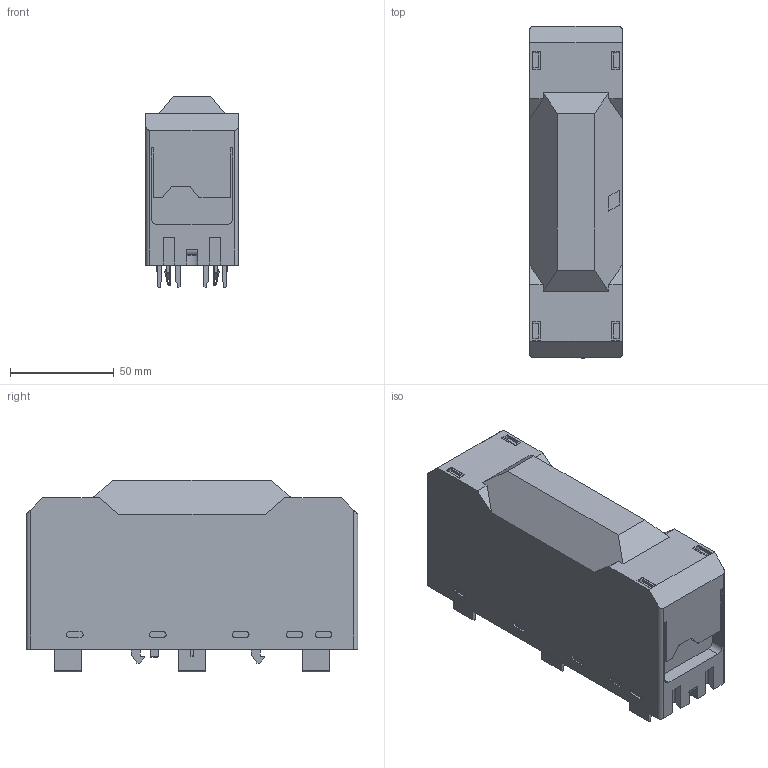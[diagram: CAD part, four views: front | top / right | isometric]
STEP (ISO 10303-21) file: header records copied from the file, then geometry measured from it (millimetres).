
FILE_DESCRIPTION( ( 'STEP AP214' ), '1' );
FILE_NAME( 'msfi_125a.stp', '2021-11-16T09:17:27', ( 'License CC BY-ND 4.0' ), ( 'CADENAS' ), ' ', 'PARTsolutions', ' ' );
FILE_SCHEMA( ( 'AUTOMOTIVE_DESIGN { 1 0 10303 214 1 1 1 1 }' ) );
Length unit declared in the file: millimetre
Products named in the file (1): _Y7-198258
Bounding box: 44.7 x 160 x 92.5 mm (x, y, z)
Volume: 527534 mm3; surface area: 55351.9 mm2
Topology: 1 solids, 1 shells, 786 faces, 2152 edges, 1432 vertices
Faces by surface type: plane 664, cylinder 122
Entity records: 30906 total; most frequent: CARTESIAN_POINT 4371, ORIENTED_EDGE 4304, DIRECTION 3976, EDGE_CURVE 2152, LINE 1902, VECTOR 1902, VERTEX_POINT 1432, AXIS2_PLACEMENT_3D 1037
